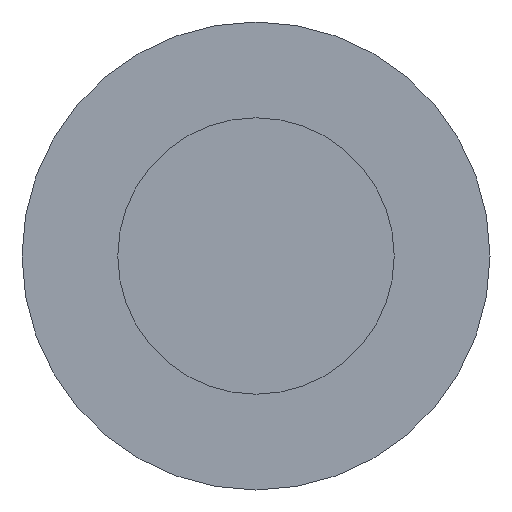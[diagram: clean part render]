
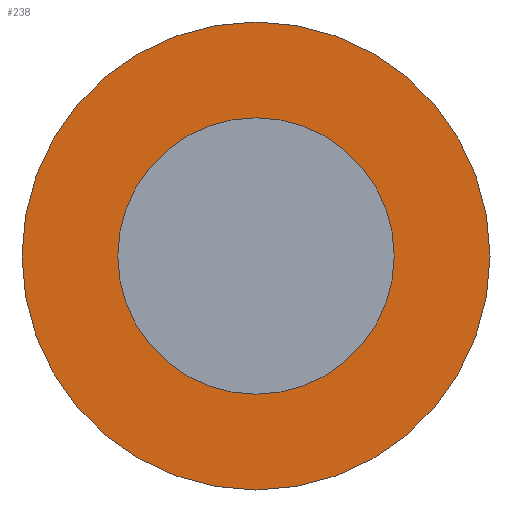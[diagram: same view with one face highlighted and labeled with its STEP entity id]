
A CAD part, left-side view. The second image highlights one B-rep face of the part: STEP entity #238.
In plain terms, the highlighted planar face has unit normal (-1, 0, 0).
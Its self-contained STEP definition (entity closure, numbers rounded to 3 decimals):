
#14 = CARTESIAN_POINT ( 'NONE',  ( -3., 0., 0. ) ) ;
#26 = CARTESIAN_POINT ( 'NONE',  ( -3., 0., -12.7 ) ) ;
#27 = CARTESIAN_POINT ( 'NONE',  ( -3., 7.5, 0. ) ) ;
#28 = EDGE_CURVE ( 'NONE', #171, #311, #303, .T. ) ;
#32 = DIRECTION ( 'NONE',  ( 0., 0., -1. ) ) ;
#37 = AXIS2_PLACEMENT_3D ( 'NONE', #137, #190, #57 ) ;
#50 = ORIENTED_EDGE ( 'NONE', *, *, #105, .F. ) ;
#56 = CARTESIAN_POINT ( 'NONE',  ( -3., 0., 7.5 ) ) ;
#57 = DIRECTION ( 'NONE',  ( 0., 0., 1. ) ) ;
#58 = VERTEX_POINT ( 'NONE', #26 ) ;
#65 = CARTESIAN_POINT ( 'NONE',  ( -3., 0., -7.5 ) ) ;
#74 = ORIENTED_EDGE ( 'NONE', *, *, #28, .F. ) ;
#83 = AXIS2_PLACEMENT_3D ( 'NONE', #134, #104, #264 ) ;
#96 = ORIENTED_EDGE ( 'NONE', *, *, #247, .T. ) ;
#104 = DIRECTION ( 'NONE',  ( -1., 0., 0. ) ) ;
#105 = EDGE_CURVE ( 'NONE', #311, #171, #242, .T. ) ;
#113 = DIRECTION ( 'NONE',  ( -1., 0., 0. ) ) ;
#125 = VERTEX_POINT ( 'NONE', #271 ) ;
#134 = CARTESIAN_POINT ( 'NONE',  ( -3., 0., 0. ) ) ;
#137 = CARTESIAN_POINT ( 'NONE',  ( -3., 0., 0. ) ) ;
#153 = DIRECTION ( 'NONE',  ( -1., 0., 0. ) ) ;
#157 = DIRECTION ( 'NONE',  ( 1., 0., 0. ) ) ;
#159 = FACE_OUTER_BOUND ( 'NONE', #287, .T. ) ;
#161 = FACE_BOUND ( 'NONE', #173, .T. ) ;
#164 = AXIS2_PLACEMENT_3D ( 'NONE', #14, #113, #270 ) ;
#171 = VERTEX_POINT ( 'NONE', #56 ) ;
#173 = EDGE_LOOP ( 'NONE', ( #74, #50 ) ) ;
#189 = EDGE_CURVE ( 'NONE', #125, #58, #278, .T. ) ;
#190 = DIRECTION ( 'NONE',  ( -1., 0., 0. ) ) ;
#206 = CIRCLE ( 'NONE', #83, 12.7 ) ;
#207 = CARTESIAN_POINT ( 'NONE',  ( -3., 0., 0. ) ) ;
#225 = AXIS2_PLACEMENT_3D ( 'NONE', #27, #157, #32 ) ;
#232 = AXIS2_PLACEMENT_3D ( 'NONE', #207, #153, #286 ) ;
#238 = ADVANCED_FACE ( 'NONE', ( #161, #159 ), #261, .F. ) ;
#242 = CIRCLE ( 'NONE', #164, 7.5 ) ;
#247 = EDGE_CURVE ( 'NONE', #58, #125, #206, .T. ) ;
#256 = ORIENTED_EDGE ( 'NONE', *, *, #189, .T. ) ;
#261 = PLANE ( 'NONE',  #225 ) ;
#264 = DIRECTION ( 'NONE',  ( 0., 0., 1. ) ) ;
#270 = DIRECTION ( 'NONE',  ( 0., 0., 1. ) ) ;
#271 = CARTESIAN_POINT ( 'NONE',  ( -3., 0., 12.7 ) ) ;
#278 = CIRCLE ( 'NONE', #37, 12.7 ) ;
#286 = DIRECTION ( 'NONE',  ( 0., 0., 1. ) ) ;
#287 = EDGE_LOOP ( 'NONE', ( #256, #96 ) ) ;
#303 = CIRCLE ( 'NONE', #232, 7.5 ) ;
#311 = VERTEX_POINT ( 'NONE', #65 ) ;
